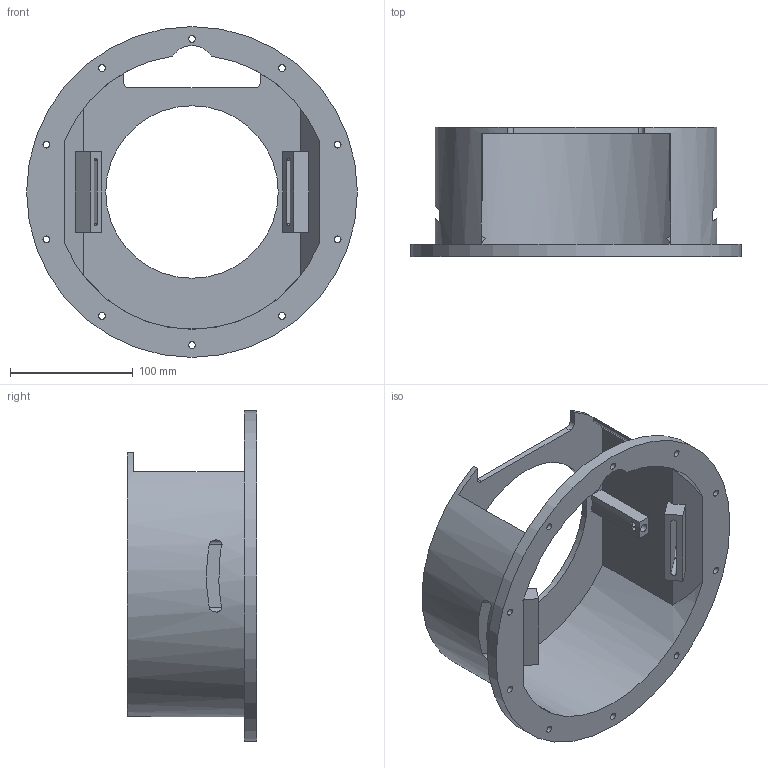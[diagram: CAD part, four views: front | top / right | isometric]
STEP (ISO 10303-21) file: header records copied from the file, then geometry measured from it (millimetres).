
FILE_DESCRIPTION(/* description */ (''),/* implementation_level */ '2;1');
FILE_NAME(/* name */ 'Cylinder Segment Camera only v0.2.stp',/* time_stamp */ '2025-06-24T13:27:57-04:00',/* author */ ('mayhe'),/* organization */ (''),/* preprocessor_version */ 'ST-DEVELOPER v20',/* originating_system */ 'Autodesk Inventor 2025',/* authorisation */ '');
FILE_SCHEMA (('AUTOMOTIVE_DESIGN { 1 0 10303 214 3 1 1 }'));
Length unit declared in the file: millimetre
Products named in the file (1): Cylinder Segment  Camera only
Bounding box: 270 x 105.5 x 270 mm (x, y, z)
Volume: 849359.9 mm3; surface area: 217320.7 mm2
Topology: 1 solids, 1 shells, 110 faces, 291 edges, 186 vertices
Faces by surface type: plane 75, cylinder 35
Full cylindrical faces by diameter (mm): 5.5 x10, 7.125 x2, 7.133 x2, 140.75 x1, 270 x1
Entity records: 3603 total; most frequent: CARTESIAN_POINT 687, DIRECTION 614, ORIENTED_EDGE 582, EDGE_CURVE 291, AXIS2_PLACEMENT_3D 219, VERTEX_POINT 186, LINE 176, VECTOR 176
